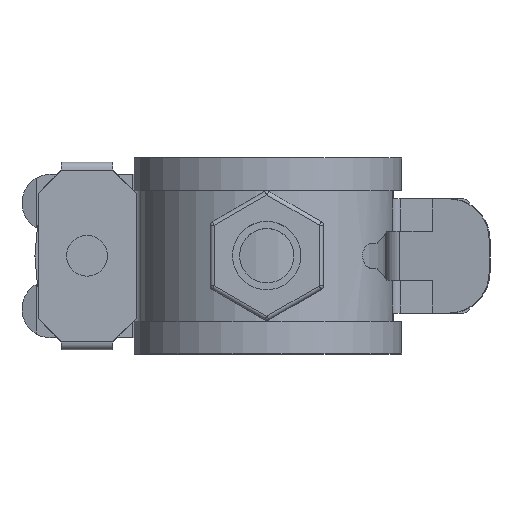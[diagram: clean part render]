
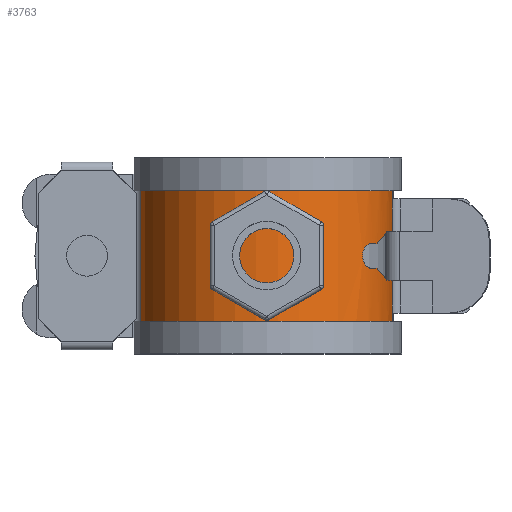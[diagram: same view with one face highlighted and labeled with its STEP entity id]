
A CAD part, top view. The second image highlights one B-rep face of the part: STEP entity #3763.
In plain terms, the highlighted cylindrical face has radius 15.5 mm (diameter 31 mm), a partial arc.
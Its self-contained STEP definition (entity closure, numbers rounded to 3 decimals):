
#36=B_SPLINE_CURVE_WITH_KNOTS('',3,(#6656,#6657,#6658,#6659,#6660,#6661,
#6662),.UNSPECIFIED.,.F.,.F.,(4,1,1,1,4),(0.,0.001,
0.002,0.004,0.005),
 .UNSPECIFIED.);
#40=ELLIPSE('',#4844,17.33,15.5);
#41=ELLIPSE('',#4847,17.33,15.5);
#297=LINE('',#6636,#653);
#298=LINE('',#6638,#654);
#299=LINE('',#6642,#655);
#300=LINE('',#6646,#656);
#301=LINE('',#6648,#657);
#653=VECTOR('',#5392,1000.);
#654=VECTOR('',#5393,1000.);
#655=VECTOR('',#5396,1000.);
#656=VECTOR('',#5399,1000.);
#657=VECTOR('',#5400,1000.);
#1099=ORIENTED_EDGE('',*,*,#2150,.F.);
#1100=ORIENTED_EDGE('',*,*,#2151,.T.);
#1101=ORIENTED_EDGE('',*,*,#2152,.F.);
#1102=ORIENTED_EDGE('',*,*,#2153,.T.);
#1103=ORIENTED_EDGE('',*,*,#2154,.F.);
#1104=ORIENTED_EDGE('',*,*,#2155,.F.);
#1105=ORIENTED_EDGE('',*,*,#2156,.T.);
#1106=ORIENTED_EDGE('',*,*,#2157,.T.);
#1107=ORIENTED_EDGE('',*,*,#2158,.F.);
#1108=ORIENTED_EDGE('',*,*,#2159,.F.);
#1109=ORIENTED_EDGE('',*,*,#2160,.F.);
#1110=ORIENTED_EDGE('',*,*,#2161,.F.);
#1111=ORIENTED_EDGE('',*,*,#2162,.F.);
#1112=ORIENTED_EDGE('',*,*,#2163,.F.);
#2150=EDGE_CURVE('',#2686,#2687,#3004,.T.);
#2151=EDGE_CURVE('',#2686,#2688,#297,.T.);
#2152=EDGE_CURVE('',#2689,#2688,#298,.F.);
#2153=EDGE_CURVE('',#2689,#2690,#3005,.T.);
#2154=EDGE_CURVE('',#2691,#2690,#299,.T.);
#2155=EDGE_CURVE('',#2692,#2691,#3006,.T.);
#2156=EDGE_CURVE('',#2692,#2693,#300,.T.);
#2157=EDGE_CURVE('',#2693,#2694,#301,.T.);
#2158=EDGE_CURVE('',#2695,#2694,#3007,.T.);
#2159=EDGE_CURVE('',#2696,#2695,#40,.T.);
#2160=EDGE_CURVE('',#2697,#2696,#3008,.T.);
#2161=EDGE_CURVE('',#2698,#2697,#36,.T.);
#2162=EDGE_CURVE('',#2699,#2698,#3009,.T.);
#2163=EDGE_CURVE('',#2687,#2699,#41,.T.);
#2686=VERTEX_POINT('',#6634);
#2687=VERTEX_POINT('',#6635);
#2688=VERTEX_POINT('',#6637);
#2689=VERTEX_POINT('',#6639);
#2690=VERTEX_POINT('',#6641);
#2691=VERTEX_POINT('',#6643);
#2692=VERTEX_POINT('',#6645);
#2693=VERTEX_POINT('',#6647);
#2694=VERTEX_POINT('',#6649);
#2695=VERTEX_POINT('',#6651);
#2696=VERTEX_POINT('',#6653);
#2697=VERTEX_POINT('',#6655);
#2698=VERTEX_POINT('',#6663);
#2699=VERTEX_POINT('',#6665);
#3004=CIRCLE('',#4840,15.5);
#3005=CIRCLE('',#4841,15.5);
#3006=CIRCLE('',#4842,15.5);
#3007=CIRCLE('',#4843,15.5);
#3008=CIRCLE('',#4845,15.5);
#3009=CIRCLE('',#4846,15.5);
#3185=EDGE_LOOP('',(#1099,#1100,#1101,#1102,#1103,#1104,#1105,#1106,#1107,
#1108,#1109,#1110,#1111,#1112));
#3441=FACE_BOUND('',#3185,.T.);
#3682=CYLINDRICAL_SURFACE('',#4839,15.5);
#3763=ADVANCED_FACE('',(#3441),#3682,.T.);
#4839=AXIS2_PLACEMENT_3D('',#6632,#5388,#5389);
#4840=AXIS2_PLACEMENT_3D('',#6633,#5390,#5391);
#4841=AXIS2_PLACEMENT_3D('',#6640,#5394,#5395);
#4842=AXIS2_PLACEMENT_3D('',#6644,#5397,#5398);
#4843=AXIS2_PLACEMENT_3D('',#6650,#5401,#5402);
#4844=AXIS2_PLACEMENT_3D('',#6652,#5403,#5404);
#4845=AXIS2_PLACEMENT_3D('',#6654,#5405,#5406);
#4846=AXIS2_PLACEMENT_3D('',#6664,#5407,#5408);
#4847=AXIS2_PLACEMENT_3D('',#6666,#5409,#5410);
#5388=DIRECTION('',(0.,1.,0.));
#5389=DIRECTION('',(0.,0.,1.));
#5390=DIRECTION('',(0.,-1.,0.));
#5391=DIRECTION('',(0.,0.,-1.));
#5392=DIRECTION('',(0.,1.,0.));
#5393=DIRECTION('',(0.,1.,0.));
#5394=DIRECTION('',(0.,-1.,0.));
#5395=DIRECTION('',(1.,0.,0.));
#5396=DIRECTION('',(0.,1.,0.));
#5397=DIRECTION('',(0.,-1.,0.));
#5398=DIRECTION('',(1.,0.,0.));
#5399=DIRECTION('',(0.,1.,0.));
#5400=DIRECTION('',(0.,1.,0.));
#5401=DIRECTION('',(0.,1.,0.));
#5402=DIRECTION('',(0.,0.,1.));
#5403=DIRECTION('',(0.184,0.894,-0.407));
#5404=DIRECTION('',(-0.369,0.447,0.815));
#5405=DIRECTION('',(0.,1.,0.));
#5406=DIRECTION('',(0.,0.,1.));
#5407=DIRECTION('',(0.,-1.,0.));
#5408=DIRECTION('',(0.,0.,-1.));
#5409=DIRECTION('',(0.184,-0.894,-0.407));
#5410=DIRECTION('',(0.369,0.447,-0.815));
#6632=CARTESIAN_POINT('',(0.,-10.,0.));
#6633=CARTESIAN_POINT('',(0.,3.,0.));
#6634=CARTESIAN_POINT('',(15.386,3.,1.879));
#6635=CARTESIAN_POINT('',(14.716,3.,4.868));
#6636=CARTESIAN_POINT('',(15.386,-10.,1.879));
#6637=CARTESIAN_POINT('',(15.386,7.,1.879));
#6638=CARTESIAN_POINT('',(15.386,-10.,1.879));
#6639=CARTESIAN_POINT('',(15.386,10.,1.879));
#6640=CARTESIAN_POINT('',(0.,10.,0.));
#6641=CARTESIAN_POINT('',(-15.386,10.,1.879));
#6642=CARTESIAN_POINT('',(-15.386,-10.,1.879));
#6643=CARTESIAN_POINT('',(-15.386,-10.,1.879));
#6644=CARTESIAN_POINT('',(0.,-10.,0.));
#6645=CARTESIAN_POINT('',(15.386,-10.,1.879));
#6646=CARTESIAN_POINT('',(15.386,-10.,1.879));
#6647=CARTESIAN_POINT('',(15.386,-7.,1.879));
#6648=CARTESIAN_POINT('',(15.386,-10.,1.879));
#6649=CARTESIAN_POINT('',(15.386,-3.,1.879));
#6650=CARTESIAN_POINT('',(0.,-3.,0.));
#6651=CARTESIAN_POINT('',(14.716,-3.,4.868));
#6652=CARTESIAN_POINT('',(0.,-2.184,0.));
#6653=CARTESIAN_POINT('',(13.502,-1.5,7.612));
#6654=CARTESIAN_POINT('',(0.,-1.5,0.));
#6655=CARTESIAN_POINT('',(12.695,-1.5,8.893));
#6656=CARTESIAN_POINT('',(12.695,1.5,8.893));
#6657=CARTESIAN_POINT('',(12.464,1.5,9.222));
#6658=CARTESIAN_POINT('',(11.982,1.184,9.847));
#6659=CARTESIAN_POINT('',(11.631,0.003,10.243));
#6660=CARTESIAN_POINT('',(11.981,-1.184,9.848));
#6661=CARTESIAN_POINT('',(12.464,-1.5,9.222));
#6662=CARTESIAN_POINT('',(12.695,-1.5,8.893));
#6663=CARTESIAN_POINT('',(12.695,1.5,8.893));
#6664=CARTESIAN_POINT('',(0.,1.5,0.));
#6665=CARTESIAN_POINT('',(13.502,1.5,7.612));
#6666=CARTESIAN_POINT('',(0.,2.184,0.));
